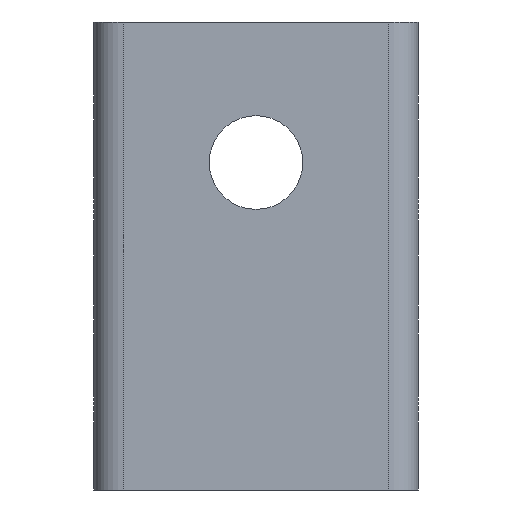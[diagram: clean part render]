
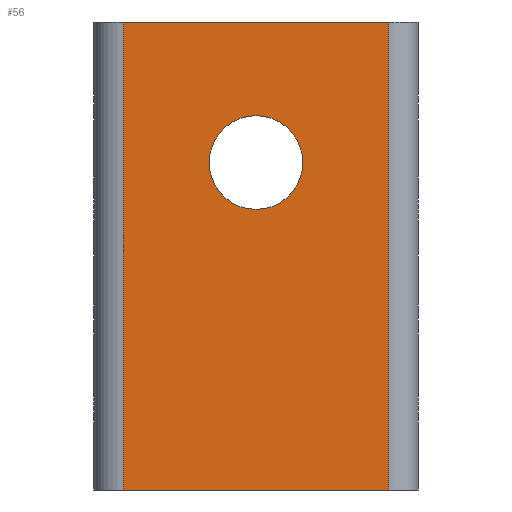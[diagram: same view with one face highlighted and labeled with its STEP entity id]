
A CAD part, front view. The second image highlights one B-rep face of the part: STEP entity #56.
In plain terms, the highlighted planar face has unit normal (0, -1, 0).
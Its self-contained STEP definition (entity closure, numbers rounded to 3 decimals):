
#56=ADVANCED_FACE('NONE',(#121,#122),#123,.F.);
#121=FACE_OUTER_BOUND('',#231,.T.);
#122=FACE_BOUND('',#232,.T.);
#123=PLANE('',#233);
#231=EDGE_LOOP('',(#411,#412,#413,#414));
#232=EDGE_LOOP('',(#415,#416));
#233=AXIS2_PLACEMENT_3D('',#417,#418,#419);
#411=ORIENTED_EDGE('',*,*,#851,.F.);
#412=ORIENTED_EDGE('',*,*,#852,.T.);
#413=ORIENTED_EDGE('',*,*,#853,.T.);
#414=ORIENTED_EDGE('',*,*,#854,.T.);
#415=ORIENTED_EDGE('',*,*,#855,.T.);
#416=ORIENTED_EDGE('',*,*,#795,.T.);
#417=CARTESIAN_POINT('',(-6.605,0.0,19.05));
#418=DIRECTION('',(0.0,1.0,0.0));
#419=DIRECTION('',(1.0,0.0,-0.0));
#795=EDGE_CURVE('NONE',#951,#952,#953,.T.);
#851=EDGE_CURVE('NONE',#1059,#1060,#1061,.T.);
#852=EDGE_CURVE('NONE',#1059,#1062,#1063,.T.);
#853=EDGE_CURVE('NONE',#1062,#1064,#1065,.T.);
#854=EDGE_CURVE('NONE',#1064,#1060,#1066,.T.);
#855=EDGE_CURVE('NONE',#952,#951,#1067,.T.);
#951=VERTEX_POINT('NONE',#1211);
#952=VERTEX_POINT('NONE',#1212);
#953=CIRCLE('',#1213,1.905);
#1059=VERTEX_POINT('NONE',#1365);
#1060=VERTEX_POINT('NONE',#1366);
#1061=LINE('',#1367,#1368);
#1062=VERTEX_POINT('NONE',#1369);
#1063=LINE('',#1370,#1371);
#1064=VERTEX_POINT('NONE',#1372);
#1065=LINE('',#1373,#1374);
#1066=LINE('',#1375,#1376);
#1067=CIRCLE('',#1377,1.905);
#1211=CARTESIAN_POINT('',(0.,0.0,11.425));
#1212=CARTESIAN_POINT('',(0.,0.0,15.235));
#1213=AXIS2_PLACEMENT_3D('',#1587,#1588,#1589);
#1365=CARTESIAN_POINT('',(-5.405,0.0,19.05));
#1366=CARTESIAN_POINT('',(5.405,0.0,19.05));
#1367=CARTESIAN_POINT('',(-6.605,0.0,19.05));
#1368=VECTOR('',#1663,1000.0);
#1369=CARTESIAN_POINT('',(-5.405,0.0,0.0));
#1370=CARTESIAN_POINT('',(-5.405,0.0,19.05));
#1371=VECTOR('',#1664,1000.0);
#1372=CARTESIAN_POINT('',(5.405,0.0,0.0));
#1373=CARTESIAN_POINT('',(-6.605,0.0,0.0));
#1374=VECTOR('',#1665,1000.0);
#1375=CARTESIAN_POINT('',(5.405,0.0,19.05));
#1376=VECTOR('',#1666,1000.0);
#1377=AXIS2_PLACEMENT_3D('',#1667,#1668,#1669);
#1587=CARTESIAN_POINT('',(0.,0.0,13.33));
#1588=DIRECTION('',(0.0,1.0,0.0));
#1589=DIRECTION('',(0.0,0.0,1.0));
#1663=DIRECTION('',(1.0,0.0,0.0));
#1664=DIRECTION('',(-0.0,0.0,-1.0));
#1665=DIRECTION('',(1.0,0.0,0.0));
#1666=DIRECTION('',(-0.0,-0.0,1.0));
#1667=CARTESIAN_POINT('',(0.,0.0,13.33));
#1668=DIRECTION('',(0.0,1.0,0.0));
#1669=DIRECTION('',(0.0,0.0,1.0));
